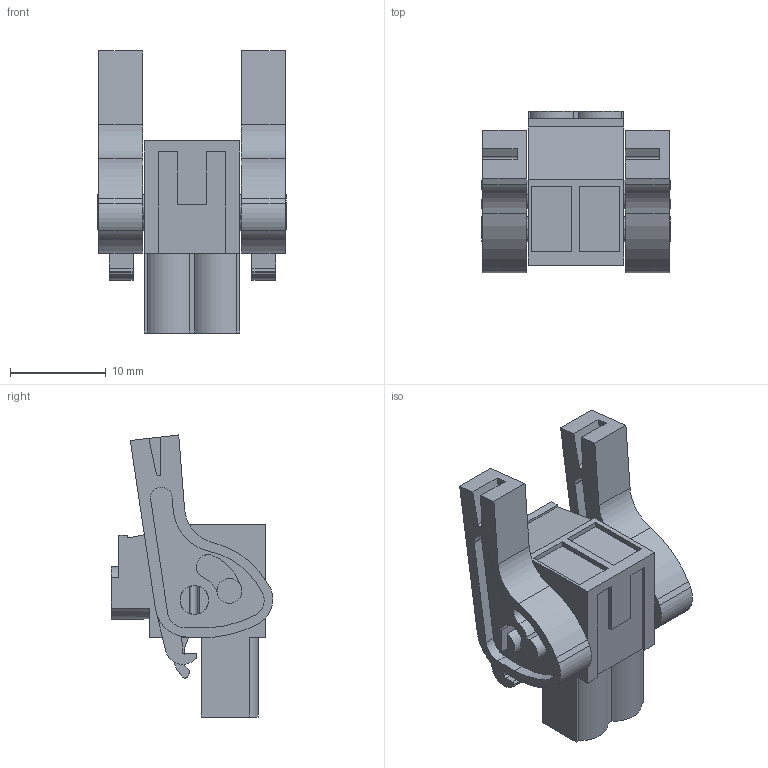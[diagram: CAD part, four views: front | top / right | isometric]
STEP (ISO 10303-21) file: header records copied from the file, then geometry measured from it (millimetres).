
FILE_DESCRIPTION(('CATIA V5 STEP Exchange','CAx-IF Rec.Pracs.--- Model Styling and Organization---1.2---2011-12-15'),'2;1');
FILE_NAME ('D1460387_0_1956370000_1956370000.stp','2017-05-31T13:08:40+00:00',('none'),('Weidmueller'),'CATIA Version 5-6 Release 2014','CATIA V5 STEP AP214','none');
FILE_SCHEMA(('AUTOMOTIVE_DESIGN { 1 0 10303 214 1 1 1 1 }'));
Length unit declared in the file: millimetre
Products named in the file (1): 1956370000
Bounding box: 19.7 x 16.89 x 29.52 mm (x, y, z)
Volume: 3154.7 mm3; surface area: 3188.9 mm2
Topology: 5 solids, 5 shells, 279 faces, 759 edges, 508 vertices
Faces by surface type: plane 181, cylinder 96, extrusion 2
Entity records: 8821 total; most frequent: CARTESIAN_POINT 1688, ORIENTED_EDGE 1518, DIRECTION 1197, EDGE_CURVE 759, VECTOR 536, LINE 534, VERTEX_POINT 508, AXIS2_PLACEMENT_3D 429
